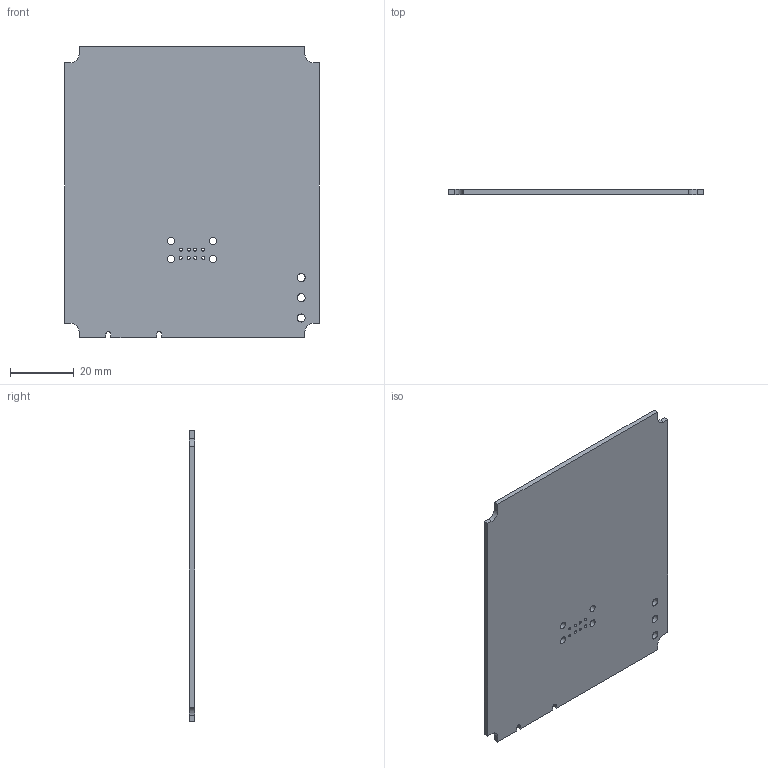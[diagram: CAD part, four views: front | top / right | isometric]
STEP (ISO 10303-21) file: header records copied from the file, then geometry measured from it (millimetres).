
FILE_DESCRIPTION(/* description */ (''),/* implementation_level */ '2;1');
FILE_NAME(/* name */ '276-2194-2_0_WIFI_PCB_REV1_ANY.ipt.step',/* time_stamp */ '2020-04-16T23:09:53-04:00',/* author */ ('Jordan'),/* organization */ (''),/* preprocessor_version */ 'ST-DEVELOPER v17',/* originating_system */ 'Autodesk Inventor 2019',/* authorisation */ '');
FILE_SCHEMA (('AUTOMOTIVE_DESIGN { 1 0 10303 214 3 1 1 }'));
Length unit declared in the file: inch
Products named in the file (1): 276-2194-2_0_WIFI_PCB_REV1_ANY
Bounding box: 80 x 1.57 x 91.44 mm (x, y, z)
Volume: 11325.6 mm3; surface area: 15045.6 mm2
Topology: 1 solids, 1 shells, 41 faces, 147 edges, 108 vertices
Faces by surface type: cylinder 21, plane 20
Full cylindrical faces by diameter (mm): 0.914 x8, 2.286 x4, 2.54 x3
Entity records: 1754 total; most frequent: DIRECTION 303, CARTESIAN_POINT 297, ORIENTED_EDGE 294, EDGE_CURVE 147, AXIS2_PLACEMENT_3D 114, VERTEX_POINT 108, LINE 75, VECTOR 75
